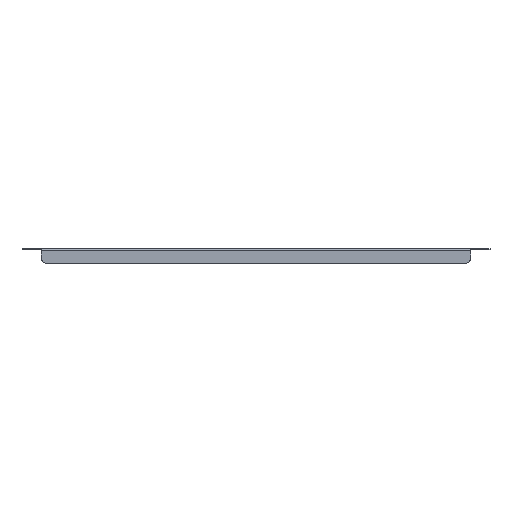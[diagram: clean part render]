
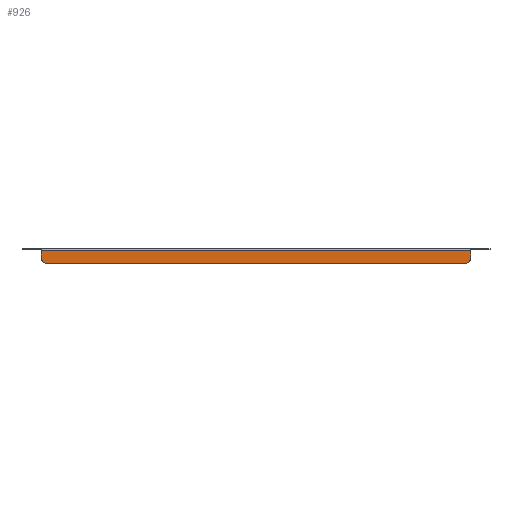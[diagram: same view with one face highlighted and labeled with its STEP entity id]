
A CAD part, front view. The second image highlights one B-rep face of the part: STEP entity #926.
In plain terms, the highlighted planar face has unit normal (0, -1, 0).
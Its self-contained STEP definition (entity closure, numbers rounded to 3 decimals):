
#18 = EDGE_CURVE ( 'NONE', #979, #425, #1433, .T. ) ;
#24 = VERTEX_POINT ( 'NONE', #1911 ) ;
#93 = DIRECTION ( 'NONE',  ( 0., -1., 0. ) ) ;
#106 = AXIS2_PLACEMENT_3D ( 'NONE', #135, #1000, #845 ) ;
#135 = CARTESIAN_POINT ( 'NONE',  ( 216.5, -44., -10. ) ) ;
#141 = DIRECTION ( 'NONE',  ( 1., 0., 0. ) ) ;
#172 = CARTESIAN_POINT ( 'NONE',  ( 221.5, -44., -10. ) ) ;
#258 = DIRECTION ( 'NONE',  ( 0., 0., 1. ) ) ;
#309 = CARTESIAN_POINT ( 'NONE',  ( 0., -44., -15. ) ) ;
#346 = EDGE_CURVE ( 'NONE', #24, #824, #826, .T. ) ;
#355 = CIRCLE ( 'NONE', #1275, 5. ) ;
#377 = PLANE ( 'NONE',  #1244 ) ;
#396 = CARTESIAN_POINT ( 'NONE',  ( -216.5, -44., -15. ) ) ;
#403 = CARTESIAN_POINT ( 'NONE',  ( 0., -44., 0. ) ) ;
#425 = VERTEX_POINT ( 'NONE', #594 ) ;
#540 = DIRECTION ( 'NONE',  ( 0., 0., -1. ) ) ;
#564 = LINE ( 'NONE', #753, #996 ) ;
#569 = VERTEX_POINT ( 'NONE', #172 ) ;
#594 = CARTESIAN_POINT ( 'NONE',  ( 216.5, -44., -15. ) ) ;
#692 = DIRECTION ( 'NONE',  ( 0., 0., 1. ) ) ;
#734 = VECTOR ( 'NONE', #952, 1000. ) ;
#740 = EDGE_CURVE ( 'NONE', #425, #569, #1777, .T. ) ;
#753 = CARTESIAN_POINT ( 'NONE',  ( 221.5, -44., 0. ) ) ;
#788 = VECTOR ( 'NONE', #141, 1000. ) ;
#799 = CARTESIAN_POINT ( 'NONE',  ( 221.5, -44., -2. ) ) ;
#824 = VERTEX_POINT ( 'NONE', #1745 ) ;
#826 = LINE ( 'NONE', #1866, #1118 ) ;
#840 = ORIENTED_EDGE ( 'NONE', *, *, #1634, .T. ) ;
#845 = DIRECTION ( 'NONE',  ( 0., 0., 1. ) ) ;
#856 = ORIENTED_EDGE ( 'NONE', *, *, #915, .T. ) ;
#861 = DIRECTION ( 'NONE',  ( 0., 0., 1. ) ) ;
#881 = ORIENTED_EDGE ( 'NONE', *, *, #1061, .F. ) ;
#915 = EDGE_CURVE ( 'NONE', #824, #979, #355, .T. ) ;
#926 = ADVANCED_FACE ( 'NONE', ( #1279 ), #377, .F. ) ;
#952 = DIRECTION ( 'NONE',  ( 1., 0., 0. ) ) ;
#964 = CARTESIAN_POINT ( 'NONE',  ( -216.5, -44., -10. ) ) ;
#976 = EDGE_LOOP ( 'NONE', ( #1711, #856, #1592, #1628, #840, #881 ) ) ;
#979 = VERTEX_POINT ( 'NONE', #396 ) ;
#996 = VECTOR ( 'NONE', #861, 1000. ) ;
#1000 = DIRECTION ( 'NONE',  ( 0., -1., 0. ) ) ;
#1061 = EDGE_CURVE ( 'NONE', #24, #1538, #1246, .T. ) ;
#1118 = VECTOR ( 'NONE', #540, 1000. ) ;
#1244 = AXIS2_PLACEMENT_3D ( 'NONE', #403, #1577, #258 ) ;
#1246 = LINE ( 'NONE', #1263, #734 ) ;
#1263 = CARTESIAN_POINT ( 'NONE',  ( 221.5, -44., -2. ) ) ;
#1275 = AXIS2_PLACEMENT_3D ( 'NONE', #964, #93, #692 ) ;
#1279 = FACE_OUTER_BOUND ( 'NONE', #976, .T. ) ;
#1433 = LINE ( 'NONE', #309, #788 ) ;
#1538 = VERTEX_POINT ( 'NONE', #799 ) ;
#1577 = DIRECTION ( 'NONE',  ( 0., 1., 0. ) ) ;
#1592 = ORIENTED_EDGE ( 'NONE', *, *, #18, .T. ) ;
#1628 = ORIENTED_EDGE ( 'NONE', *, *, #740, .T. ) ;
#1634 = EDGE_CURVE ( 'NONE', #569, #1538, #564, .T. ) ;
#1711 = ORIENTED_EDGE ( 'NONE', *, *, #346, .T. ) ;
#1745 = CARTESIAN_POINT ( 'NONE',  ( -221.5, -44., -10. ) ) ;
#1777 = CIRCLE ( 'NONE', #106, 5. ) ;
#1866 = CARTESIAN_POINT ( 'NONE',  ( -221.5, -44., 0. ) ) ;
#1911 = CARTESIAN_POINT ( 'NONE',  ( -221.5, -44., -2. ) ) ;
